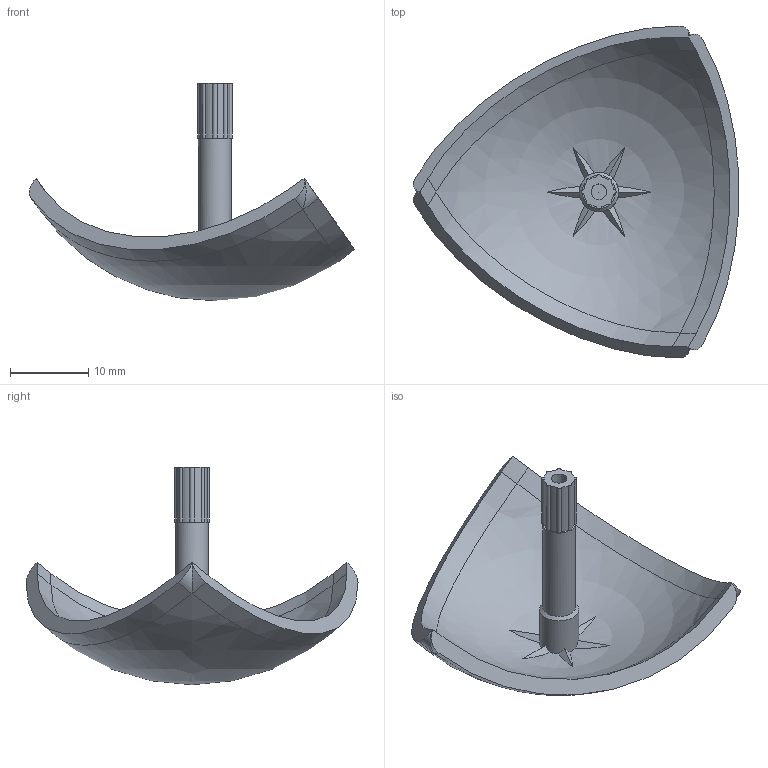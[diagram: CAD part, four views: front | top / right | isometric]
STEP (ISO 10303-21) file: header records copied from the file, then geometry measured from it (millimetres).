
FILE_DESCRIPTION(/* description */ ('Abdeckkappe MW 30 R 90° grau'),/* implementation_level */ '2;1');
FILE_NAME(/* name */ 'ZEI_CAD_221143-1-REV04_#SALL_#AIN_#V1.step',/* time_stamp */ '2022-09-15T21:26:39+02:00',/* author */ ('MiniTec'),/* organization */ ('MiniTec GmbH & Co.KG'),/* preprocessor_version */ 'ST-DEVELOPER v18.1',/* originating_system */ 'Autodesk Inventor 2021',/* authorisation */ '');
FILE_SCHEMA (('CONFIG_CONTROL_DESIGN'));
Length unit declared in the file: millimetre
Products named in the file (1): 22-1143-1FZ.004
Bounding box: 41.57 x 42.43 x 27.79 mm (x, y, z)
Volume: 3170.4 mm3; surface area: 3671.5 mm2
Topology: 1 solids, 1 shells, 70 faces, 178 edges, 109 vertices
Faces by surface type: plane 35, cylinder 31, sphere 3, cone 1
Full cylindrical faces by diameter (mm): 2 x1, 4.2 x1, 5 x1
Entity records: 2187 total; most frequent: DIRECTION 444, CARTESIAN_POINT 356, ORIENTED_EDGE 352, AXIS2_PLACEMENT_3D 197, EDGE_CURVE 176, CIRCLE 111, VERTEX_POINT 109, EDGE_LOOP 71
